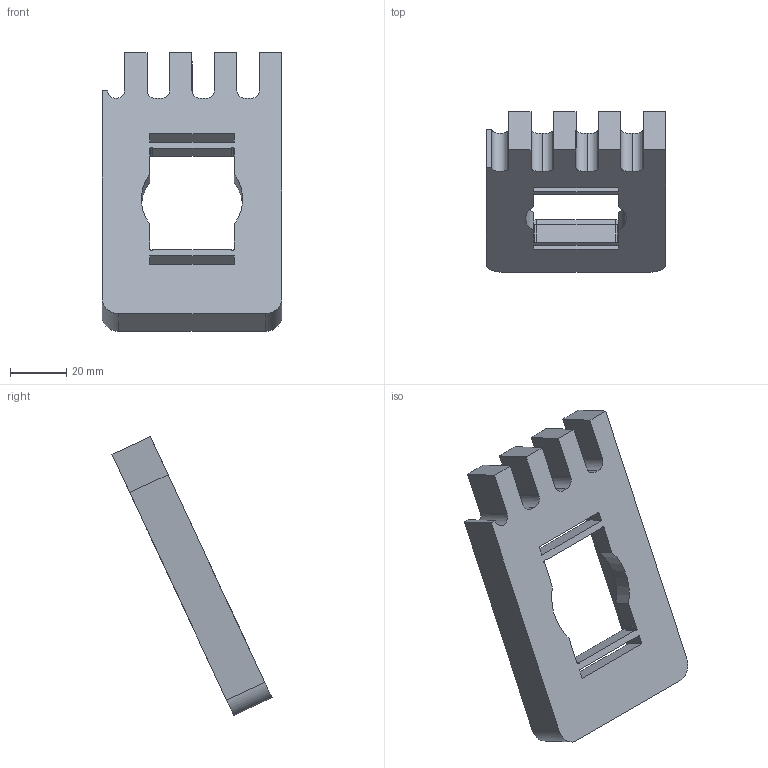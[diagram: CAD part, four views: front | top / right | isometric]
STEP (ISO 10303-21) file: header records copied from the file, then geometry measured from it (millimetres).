
FILE_DESCRIPTION(/* description */ (''),/* implementation_level */ '2;1');
FILE_NAME(/* name */ 'Bohrer Basis A.step',/* time_stamp */ '2024-07-31T11:59:55+02:00',/* author */ (''),/* organization */ (''),/* preprocessor_version */ 'ST-DEVELOPER v20',/* originating_system */ 'Autodesk Translation Framework v13.14.0.145',/* authorisation */ '');
FILE_SCHEMA (('AUTOMOTIVE_DESIGN { 1 0 10303 214 3 1 1 }'));
Length unit declared in the file: millimetre
Products named in the file (2): Bohrer MB; Basis A
Assembly tree (1 placements, depth 2):
  Bohrer MB
    Basis A
Bounding box: 64 x 56.91 x 99.24 mm (x, y, z)
Volume: 58614.2 mm3; surface area: 19042.3 mm2
Topology: 1 solids, 1 shells, 67 faces, 192 edges, 128 vertices
Faces by surface type: plane 44, cylinder 23
Entity records: 2264 total; most frequent: CARTESIAN_POINT 390, ORIENTED_EDGE 384, DIRECTION 378, EDGE_CURVE 192, LINE 146, VECTOR 146, VERTEX_POINT 128, AXIS2_PLACEMENT_3D 116
